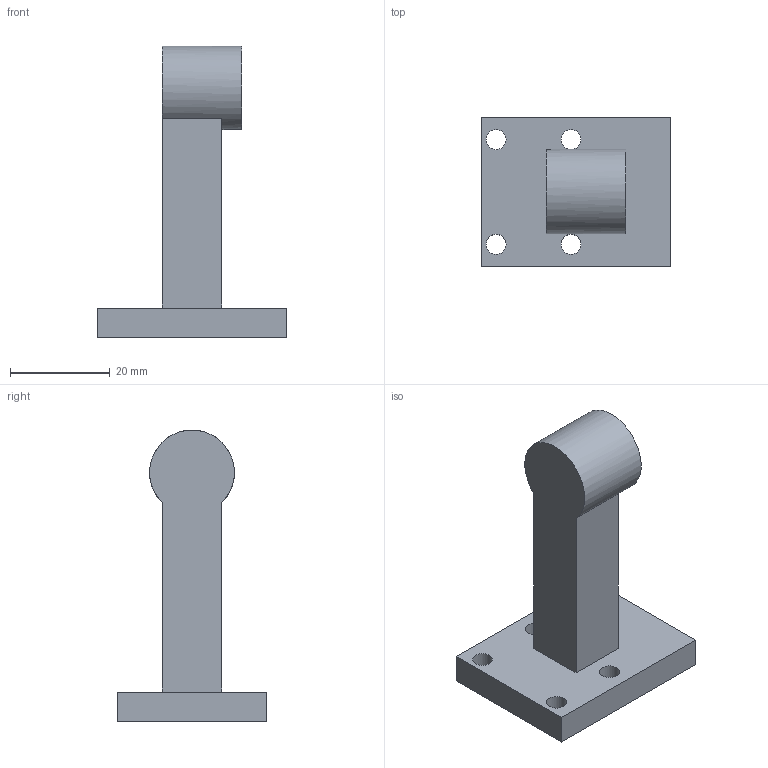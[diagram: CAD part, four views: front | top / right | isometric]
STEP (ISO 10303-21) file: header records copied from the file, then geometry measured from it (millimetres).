
FILE_DESCRIPTION(/* description */ (''),/* implementation_level */ '2;1');
FILE_NAME(/* name */ 'Substrate Holder Connector.step',/* time_stamp */ '2023-08-25T18:20:26-04:00',/* author */ (''),/* organization */ (''),/* preprocessor_version */ 'ST-DEVELOPER v20',/* originating_system */ 'Autodesk Translation Framework v12.9.0.99',/* authorisation */ '');
FILE_SCHEMA (('AUTOMOTIVE_DESIGN { 1 0 10303 214 3 1 1 }'));
Length unit declared in the file: millimetre
Products named in the file (1): New Connector
Bounding box: 38 x 30 x 58.5 mm (x, y, z)
Volume: 14844.4 mm3; surface area: 6229.6 mm2
Topology: 1 solids, 1 shells, 19 faces, 48 edges, 32 vertices
Faces by surface type: plane 13, cylinder 6
Full cylindrical faces by diameter (mm): 4 x4
Entity records: 625 total; most frequent: DIRECTION 102, CARTESIAN_POINT 100, ORIENTED_EDGE 96, EDGE_CURVE 48, LINE 34, VECTOR 34, AXIS2_PLACEMENT_3D 34, VERTEX_POINT 32
